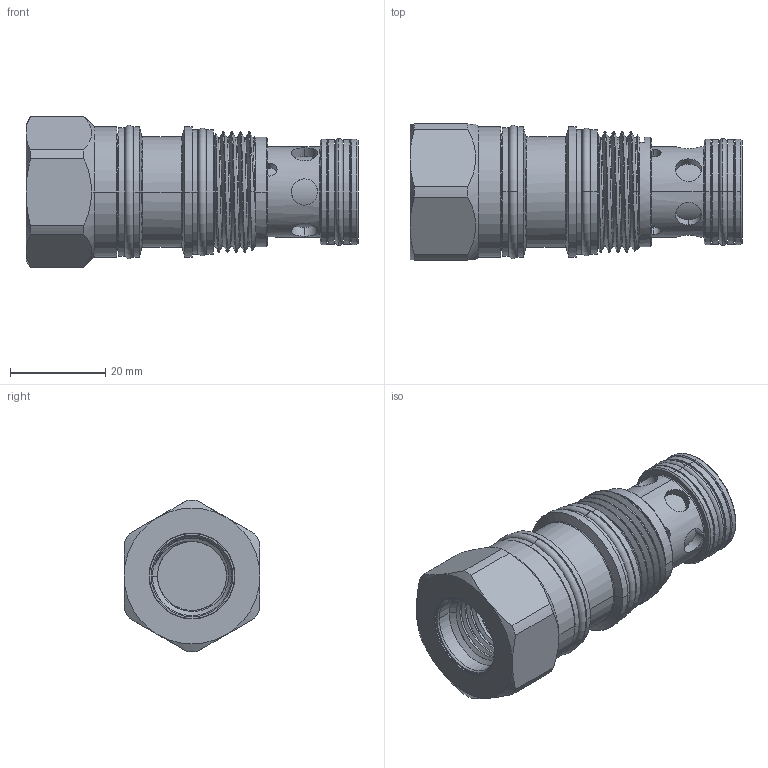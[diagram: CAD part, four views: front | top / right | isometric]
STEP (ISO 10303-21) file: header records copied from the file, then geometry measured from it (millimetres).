
FILE_DESCRIPTION (( 'STEP AP203' ), '1' );
FILE_NAME ('LO2A3A(3B)-8.STEP', '2016-05-31T05:07:11', ( '' ), ( '' ), 'SwSTEP 2.0', 'SolidWorks 2012', '' );
FILE_SCHEMA (( 'CONFIG_CONTROL_DESIGN' ));
Length unit declared in the file: millimetre
Products named in the file (1): LO2A3A(3B)-8
Bounding box: 69.8 x 28.57 x 31.79 mm (x, y, z)
Volume: 30431.3 mm3; surface area: 11545.3 mm2
Topology: 4 solids, 4 shells, 227 faces, 525 edges, 326 vertices
Faces by surface type: cylinder 117, plane 34, cone 34, torus 27, bspline 15
Entity records: 10008 total; most frequent: CARTESIAN_POINT 4959, ORIENTED_EDGE 1050, DIRECTION 1036, EDGE_CURVE 525, AXIS2_PLACEMENT_3D 446, VERTEX_POINT 326, EDGE_LOOP 253, CIRCLE 233
